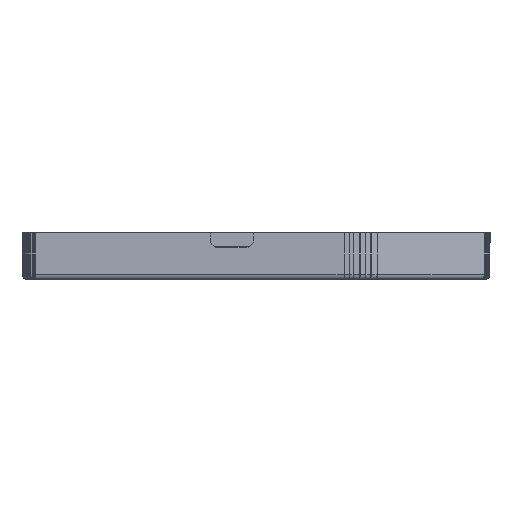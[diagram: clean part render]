
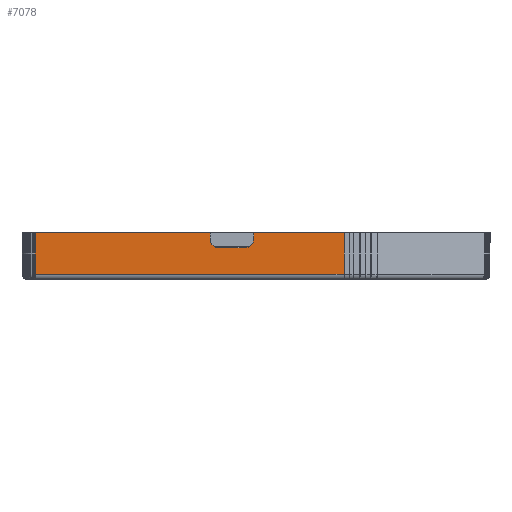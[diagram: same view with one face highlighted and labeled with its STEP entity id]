
A CAD part, left-side view. The second image highlights one B-rep face of the part: STEP entity #7078.
In plain terms, the highlighted planar face has unit normal (-1, 0.001, 0).
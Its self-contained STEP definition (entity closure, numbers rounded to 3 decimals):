
#320=CIRCLE('',#7554,1.981);
#323=CIRCLE('',#7558,1.981);
#382=CIRCLE('',#7621,1.981);
#685=FACE_OUTER_BOUND('',#1128,.T.);
#1128=EDGE_LOOP('',(#5195,#5196,#5197,#5198,#5199,#5200,#5201,#5202,#5203,
#5204,#5205));
#1768=LINE('',#11413,#2470);
#1825=LINE('',#11640,#2527);
#1886=LINE('',#11759,#2588);
#1887=LINE('',#11761,#2589);
#1888=LINE('',#11763,#2590);
#1889=LINE('',#11766,#2591);
#1890=LINE('',#11768,#2592);
#1891=LINE('',#11769,#2593);
#2470=VECTOR('',#8650,10.);
#2527=VECTOR('',#8821,10.);
#2588=VECTOR('',#8884,10.);
#2589=VECTOR('',#8887,10.);
#2590=VECTOR('',#8888,10.);
#2591=VECTOR('',#8891,10.);
#2592=VECTOR('',#8892,10.);
#2593=VECTOR('',#8893,10.);
#3181=VERTEX_POINT('',#11384);
#3182=VERTEX_POINT('',#11386);
#3185=VERTEX_POINT('',#11394);
#3186=VERTEX_POINT('',#11396);
#3190=VERTEX_POINT('',#11409);
#3192=VERTEX_POINT('',#11412);
#3304=VERTEX_POINT('',#11637);
#3305=VERTEX_POINT('',#11639);
#3363=VERTEX_POINT('',#11762);
#3364=VERTEX_POINT('',#11765);
#3365=VERTEX_POINT('',#11767);
#3866=EDGE_CURVE('',#3182,#3181,#320,.T.);
#3871=EDGE_CURVE('',#3186,#3185,#323,.T.);
#3879=EDGE_CURVE('',#3190,#3192,#1768,.F.);
#3993=EDGE_CURVE('',#3304,#3305,#1825,.F.);
#4054=EDGE_CURVE('',#3190,#3182,#1886,.T.);
#4055=EDGE_CURVE('',#3181,#3186,#1887,.T.);
#4056=EDGE_CURVE('',#3185,#3363,#1888,.T.);
#4057=EDGE_CURVE('',#3363,#3305,#382,.T.);
#4058=EDGE_CURVE('',#3364,#3304,#1889,.T.);
#4059=EDGE_CURVE('',#3365,#3364,#1890,.T.);
#4060=EDGE_CURVE('',#3192,#3365,#1891,.T.);
#5195=ORIENTED_EDGE('',*,*,#4055,.T.);
#5196=ORIENTED_EDGE('',*,*,#3871,.T.);
#5197=ORIENTED_EDGE('',*,*,#4056,.T.);
#5198=ORIENTED_EDGE('',*,*,#4057,.T.);
#5199=ORIENTED_EDGE('',*,*,#3993,.F.);
#5200=ORIENTED_EDGE('',*,*,#4058,.F.);
#5201=ORIENTED_EDGE('',*,*,#4059,.F.);
#5202=ORIENTED_EDGE('',*,*,#4060,.F.);
#5203=ORIENTED_EDGE('',*,*,#3879,.F.);
#5204=ORIENTED_EDGE('',*,*,#4054,.T.);
#5205=ORIENTED_EDGE('',*,*,#3866,.T.);
#6859=PLANE('',#7620);
#7078=ADVANCED_FACE('',(#685),#6859,.T.);
#7554=AXIS2_PLACEMENT_3D('',#11387,#8626,#8627);
#7558=AXIS2_PLACEMENT_3D('',#11397,#8636,#8637);
#7620=AXIS2_PLACEMENT_3D('',#11760,#8885,#8886);
#7621=AXIS2_PLACEMENT_3D('',#11764,#8889,#8890);
#8626=DIRECTION('center_axis',(1.,-0.001,0.));
#8627=DIRECTION('ref_axis',(0.001,1.,0.));
#8636=DIRECTION('center_axis',(1.,-0.001,0.));
#8637=DIRECTION('ref_axis',(0.001,1.,0.));
#8650=DIRECTION('',(0.001,1.,0.));
#8821=DIRECTION('',(0.001,1.,0.));
#8884=DIRECTION('',(0.,0.,-1.));
#8885=DIRECTION('center_axis',(-1.,0.001,0.));
#8886=DIRECTION('ref_axis',(0.001,1.,0.));
#8887=DIRECTION('',(0.001,1.,0.));
#8888=DIRECTION('',(0.,0.,1.));
#8889=DIRECTION('center_axis',(1.,-0.001,0.));
#8890=DIRECTION('ref_axis',(-0.001,-1.,0.));
#8891=DIRECTION('',(0.,0.,1.));
#8892=DIRECTION('',(0.001,1.,0.));
#8893=DIRECTION('',(0.,0.,-1.));
#11384=CARTESIAN_POINT('',(2.402,-50.283,5.8));
#11386=CARTESIAN_POINT('',(2.401,-52.265,7.781));
#11387=CARTESIAN_POINT('Origin',(2.402,-50.283,7.781));
#11394=CARTESIAN_POINT('',(2.409,-41.855,7.781));
#11396=CARTESIAN_POINT('',(2.407,-43.836,5.8));
#11397=CARTESIAN_POINT('Origin',(2.407,-43.836,7.781));
#11409=CARTESIAN_POINT('',(2.401,-52.265,9.4));
#11412=CARTESIAN_POINT('',(2.385,-73.952,9.4));
#11413=CARTESIAN_POINT('',(2.394,-61.135,9.4));
#11637=CARTESIAN_POINT('',(2.44,-0.002,9.4));
#11639=CARTESIAN_POINT('',(2.409,-42.104,9.4));
#11640=CARTESIAN_POINT('',(2.394,-61.135,9.4));
#11759=CARTESIAN_POINT('',(2.401,-52.265,4.219));
#11760=CARTESIAN_POINT('Origin',(2.385,-73.925,0.));
#11761=CARTESIAN_POINT('',(2.395,-60.492,5.8));
#11762=CARTESIAN_POINT('',(2.409,-41.855,8.439));
#11763=CARTESIAN_POINT('',(2.409,-41.855,3.891));
#11764=CARTESIAN_POINT('Origin',(2.407,-43.836,8.439));
#11765=CARTESIAN_POINT('',(2.44,-0.002,-0.6));
#11766=CARTESIAN_POINT('',(2.44,-0.002,0.));
#11767=CARTESIAN_POINT('',(2.385,-73.952,-0.6));
#11768=CARTESIAN_POINT('',(2.394,-61.135,-0.6));
#11769=CARTESIAN_POINT('',(2.385,-73.952,0.));
